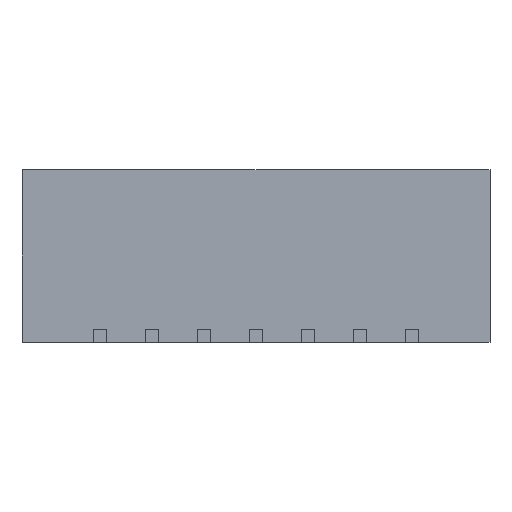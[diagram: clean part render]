
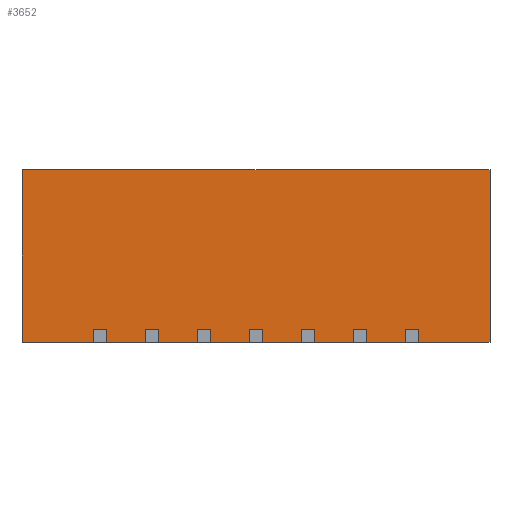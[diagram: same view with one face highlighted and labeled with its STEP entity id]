
A CAD part, front view. The second image highlights one B-rep face of the part: STEP entity #3652.
In plain terms, the highlighted planar face has unit normal (0, -1, 0).
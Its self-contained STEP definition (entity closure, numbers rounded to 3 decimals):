
#1780=CARTESIAN_POINT('',(-6.25,-5.0,0.5));
#1781=VERTEX_POINT('',#1780);
#1782=CARTESIAN_POINT('',(-5.75,-5.0,0.5));
#1783=VERTEX_POINT('',#1782);
#1784=CARTESIAN_POINT('',(-6.0,-5.0,0.5));
#1785=DIRECTION('',(1.0,0.0,0.0));
#1786=VECTOR('',#1785,1.0);
#1787=LINE('',#1784,#1786);
#1788=EDGE_CURVE('n� 2006',#1781,#1783,#1787,.T.);
#1820=CARTESIAN_POINT('',(-4.25,-5.0,0.5));
#1821=VERTEX_POINT('',#1820);
#1822=CARTESIAN_POINT('',(-3.75,-5.0,0.5));
#1823=VERTEX_POINT('',#1822);
#1824=CARTESIAN_POINT('',(-4.0,-5.0,0.5));
#1825=DIRECTION('',(1.0,0.0,0.0));
#1826=VECTOR('',#1825,1.0);
#1827=LINE('',#1824,#1826);
#1828=EDGE_CURVE('n� 1985',#1821,#1823,#1827,.T.);
#1860=CARTESIAN_POINT('',(-2.25,-5.0,0.5));
#1861=VERTEX_POINT('',#1860);
#1862=CARTESIAN_POINT('',(-1.75,-5.0,0.5));
#1863=VERTEX_POINT('',#1862);
#1864=CARTESIAN_POINT('',(-2.0,-5.0,0.5));
#1865=DIRECTION('',(1.0,0.0,0.0));
#1866=VECTOR('',#1865,1.0);
#1867=LINE('',#1864,#1866);
#1868=EDGE_CURVE('n� 1964',#1861,#1863,#1867,.T.);
#1900=CARTESIAN_POINT('',(-0.25,-5.0,0.5));
#1901=VERTEX_POINT('',#1900);
#1902=CARTESIAN_POINT('',(0.25,-5.0,0.5));
#1903=VERTEX_POINT('',#1902);
#1904=CARTESIAN_POINT('',(0.0,-5.0,0.5));
#1905=DIRECTION('',(1.0,0.0,0.0));
#1906=VECTOR('',#1905,1.0);
#1907=LINE('',#1904,#1906);
#1908=EDGE_CURVE('n� 1943',#1901,#1903,#1907,.T.);
#1940=CARTESIAN_POINT('',(1.75,-5.0,0.5));
#1941=VERTEX_POINT('',#1940);
#1942=CARTESIAN_POINT('',(2.25,-5.0,0.5));
#1943=VERTEX_POINT('',#1942);
#1944=CARTESIAN_POINT('',(2.0,-5.0,0.5));
#1945=DIRECTION('',(1.0,0.0,0.0));
#1946=VECTOR('',#1945,1.0);
#1947=LINE('',#1944,#1946);
#1948=EDGE_CURVE('n� 1922',#1941,#1943,#1947,.T.);
#1980=CARTESIAN_POINT('',(3.75,-5.0,0.5));
#1981=VERTEX_POINT('',#1980);
#1982=CARTESIAN_POINT('',(4.25,-5.0,0.5));
#1983=VERTEX_POINT('',#1982);
#1984=CARTESIAN_POINT('',(4.0,-5.0,0.5));
#1985=DIRECTION('',(1.0,0.0,0.0));
#1986=VECTOR('',#1985,1.0);
#1987=LINE('',#1984,#1986);
#1988=EDGE_CURVE('n� 1901',#1981,#1983,#1987,.T.);
#2020=CARTESIAN_POINT('',(5.75,-5.0,0.5));
#2021=VERTEX_POINT('',#2020);
#2022=CARTESIAN_POINT('',(6.25,-5.0,0.5));
#2023=VERTEX_POINT('',#2022);
#2024=CARTESIAN_POINT('',(6.0,-5.0,0.5));
#2025=DIRECTION('',(1.0,0.0,0.0));
#2026=VECTOR('',#2025,1.0);
#2027=LINE('',#2024,#2026);
#2028=EDGE_CURVE('n� 1880',#2021,#2023,#2027,.T.);
#2454=CARTESIAN_POINT('',(-6.25,-5.,-0.0));
#2455=VERTEX_POINT('',#2454);
#2456=CARTESIAN_POINT('',(-6.25,-5.0,0.25));
#2457=DIRECTION('',(0.0,0.,-1.0));
#2458=VECTOR('',#2457,1.0);
#2459=LINE('',#2456,#2458);
#2460=EDGE_CURVE('n� 1548',#1781,#2455,#2459,.T.);
#2501=CARTESIAN_POINT('',(-5.75,-5.,-0.0));
#2502=VERTEX_POINT('',#2501);
#2509=CARTESIAN_POINT('',(-5.75,-5.0,0.25));
#2510=DIRECTION('',(0.0,0.,1.0));
#2511=VECTOR('',#2510,1.0);
#2512=LINE('',#2509,#2511);
#2513=EDGE_CURVE('n� 1506',#2502,#1783,#2512,.T.);
#2533=CARTESIAN_POINT('',(-4.25,-5.,-0.0));
#2534=VERTEX_POINT('',#2533);
#2535=CARTESIAN_POINT('',(-4.25,-5.0,0.25));
#2536=DIRECTION('',(0.0,0.,-1.0));
#2537=VECTOR('',#2536,1.0);
#2538=LINE('',#2535,#2537);
#2539=EDGE_CURVE('n� 1485',#1821,#2534,#2538,.T.);
#2580=CARTESIAN_POINT('',(-3.75,-5.,-0.0));
#2581=VERTEX_POINT('',#2580);
#2588=CARTESIAN_POINT('',(-3.75,-5.0,0.25));
#2589=DIRECTION('',(0.0,0.,1.0));
#2590=VECTOR('',#2589,1.0);
#2591=LINE('',#2588,#2590);
#2592=EDGE_CURVE('n� 1443',#2581,#1823,#2591,.T.);
#2612=CARTESIAN_POINT('',(-2.25,-5.,-0.0));
#2613=VERTEX_POINT('',#2612);
#2614=CARTESIAN_POINT('',(-2.25,-5.0,0.25));
#2615=DIRECTION('',(0.0,0.,-1.0));
#2616=VECTOR('',#2615,1.0);
#2617=LINE('',#2614,#2616);
#2618=EDGE_CURVE('n� 1422',#1861,#2613,#2617,.T.);
#2659=CARTESIAN_POINT('',(-1.75,-5.,-0.0));
#2660=VERTEX_POINT('',#2659);
#2667=CARTESIAN_POINT('',(-1.75,-5.0,0.25));
#2668=DIRECTION('',(0.0,0.,1.0));
#2669=VECTOR('',#2668,1.0);
#2670=LINE('',#2667,#2669);
#2671=EDGE_CURVE('n� 1380',#2660,#1863,#2670,.T.);
#2691=CARTESIAN_POINT('',(-0.25,-5.,-0.0));
#2692=VERTEX_POINT('',#2691);
#2693=CARTESIAN_POINT('',(-0.25,-5.0,0.25));
#2694=DIRECTION('',(0.0,0.,-1.0));
#2695=VECTOR('',#2694,1.0);
#2696=LINE('',#2693,#2695);
#2697=EDGE_CURVE('n� 1359',#1901,#2692,#2696,.T.);
#2738=CARTESIAN_POINT('',(0.25,-5.,-0.0));
#2739=VERTEX_POINT('',#2738);
#2746=CARTESIAN_POINT('',(0.25,-5.0,0.25));
#2747=DIRECTION('',(0.0,0.,1.0));
#2748=VECTOR('',#2747,1.0);
#2749=LINE('',#2746,#2748);
#2750=EDGE_CURVE('n� 1317',#2739,#1903,#2749,.T.);
#2770=CARTESIAN_POINT('',(1.75,-5.,-0.0));
#2771=VERTEX_POINT('',#2770);
#2772=CARTESIAN_POINT('',(1.75,-5.0,0.25));
#2773=DIRECTION('',(0.0,0.,-1.0));
#2774=VECTOR('',#2773,1.0);
#2775=LINE('',#2772,#2774);
#2776=EDGE_CURVE('n� 1296',#1941,#2771,#2775,.T.);
#2817=CARTESIAN_POINT('',(2.25,-5.,-0.0));
#2818=VERTEX_POINT('',#2817);
#2825=CARTESIAN_POINT('',(2.25,-5.0,0.25));
#2826=DIRECTION('',(0.0,0.,1.0));
#2827=VECTOR('',#2826,1.0);
#2828=LINE('',#2825,#2827);
#2829=EDGE_CURVE('n� 1254',#2818,#1943,#2828,.T.);
#2849=CARTESIAN_POINT('',(3.75,-5.,-0.0));
#2850=VERTEX_POINT('',#2849);
#2851=CARTESIAN_POINT('',(3.75,-5.0,0.25));
#2852=DIRECTION('',(0.0,0.,-1.0));
#2853=VECTOR('',#2852,1.0);
#2854=LINE('',#2851,#2853);
#2855=EDGE_CURVE('n� 1233',#1981,#2850,#2854,.T.);
#2896=CARTESIAN_POINT('',(4.25,-5.,-0.0));
#2897=VERTEX_POINT('',#2896);
#2904=CARTESIAN_POINT('',(4.25,-5.0,0.25));
#2905=DIRECTION('',(0.0,0.,1.0));
#2906=VECTOR('',#2905,1.0);
#2907=LINE('',#2904,#2906);
#2908=EDGE_CURVE('n� 1191',#2897,#1983,#2907,.T.);
#2928=CARTESIAN_POINT('',(5.75,-5.,-0.0));
#2929=VERTEX_POINT('',#2928);
#2930=CARTESIAN_POINT('',(5.75,-5.0,0.25));
#2931=DIRECTION('',(0.0,0.,-1.0));
#2932=VECTOR('',#2931,1.0);
#2933=LINE('',#2930,#2932);
#2934=EDGE_CURVE('n� 1170',#2021,#2929,#2933,.T.);
#2975=CARTESIAN_POINT('',(6.25,-5.,-0.0));
#2976=VERTEX_POINT('',#2975);
#2983=CARTESIAN_POINT('',(6.25,-5.0,0.25));
#2984=DIRECTION('',(0.0,0.,1.0));
#2985=VECTOR('',#2984,1.0);
#2986=LINE('',#2983,#2985);
#2987=EDGE_CURVE('n� 1128',#2976,#2023,#2986,.T.);
#3328=CARTESIAN_POINT('',(-8.975,-5.0,6.6));
#3329=VERTEX_POINT('',#3328);
#3336=CARTESIAN_POINT('',(8.975,-5.0,6.6));
#3337=VERTEX_POINT('',#3336);
#3338=CARTESIAN_POINT('',(0.0,-5.0,6.6));
#3339=DIRECTION('',(1.0,0.0,0.0));
#3340=VECTOR('',#3339,1.0);
#3341=LINE('',#3338,#3340);
#3342=EDGE_CURVE('n� 364',#3329,#3337,#3341,.T.);
#3362=CARTESIAN_POINT('',(8.975,-5.,-0.0));
#3363=VERTEX_POINT('',#3362);
#3364=CARTESIAN_POINT('',(8.975,-5.0,3.3));
#3365=DIRECTION('',(0.0,0.,-1.0));
#3366=VECTOR('',#3365,1.0);
#3367=LINE('',#3364,#3366);
#3368=EDGE_CURVE('n� 363',#3337,#3363,#3367,.T.);
#3387=CARTESIAN_POINT('',(0.0,-5.0,-0.0));
#3388=DIRECTION('',(-1.0,0.0,0.0));
#3389=VECTOR('',#3388,1.0);
#3390=LINE('',#3387,#3389);
#3391=EDGE_CURVE('n� 390',#2929,#2897,#3390,.T.);
#3396=CARTESIAN_POINT('',(0.0,-5.0,-0.0));
#3397=DIRECTION('',(-1.0,0.0,0.0));
#3398=VECTOR('',#3397,1.0);
#3399=LINE('',#3396,#3398);
#3400=EDGE_CURVE('n� 386',#2850,#2818,#3399,.T.);
#3405=CARTESIAN_POINT('',(0.0,-5.0,-0.0));
#3406=DIRECTION('',(-1.0,0.0,0.0));
#3407=VECTOR('',#3406,1.0);
#3408=LINE('',#3405,#3407);
#3409=EDGE_CURVE('n� 382',#2771,#2739,#3408,.T.);
#3414=CARTESIAN_POINT('',(0.0,-5.0,-0.0));
#3415=DIRECTION('',(-1.0,0.0,0.0));
#3416=VECTOR('',#3415,1.0);
#3417=LINE('',#3414,#3416);
#3418=EDGE_CURVE('n� 378',#2692,#2660,#3417,.T.);
#3423=CARTESIAN_POINT('',(0.0,-5.0,-0.0));
#3424=DIRECTION('',(-1.0,0.0,0.0));
#3425=VECTOR('',#3424,1.0);
#3426=LINE('',#3423,#3425);
#3427=EDGE_CURVE('n� 374',#2613,#2581,#3426,.T.);
#3432=CARTESIAN_POINT('',(0.0,-5.0,-0.0));
#3433=DIRECTION('',(-1.0,0.0,0.0));
#3434=VECTOR('',#3433,1.0);
#3435=LINE('',#3432,#3434);
#3436=EDGE_CURVE('n� 370',#2534,#2502,#3435,.T.);
#3441=CARTESIAN_POINT('',(-8.975,-5.,-0.0));
#3442=VERTEX_POINT('',#3441);
#3443=CARTESIAN_POINT('',(0.0,-5.0,-0.0));
#3444=DIRECTION('',(-1.0,0.,0.0));
#3445=VECTOR('',#3444,1.0);
#3446=LINE('',#3443,#3445);
#3447=EDGE_CURVE('n� 366',#2455,#3442,#3446,.T.);
#3477=CARTESIAN_POINT('',(0.0,-5.0,-0.0));
#3478=DIRECTION('',(-1.0,0.0,0.0));
#3479=VECTOR('',#3478,1.0);
#3480=LINE('',#3477,#3479);
#3481=EDGE_CURVE('n� 362',#3363,#2976,#3480,.T.);
#3608=ORIENTED_EDGE('',*,*,#2987,.F.);
#3609=ORIENTED_EDGE('',*,*,#3481,.F.);
#3610=ORIENTED_EDGE('',*,*,#3368,.F.);
#3611=ORIENTED_EDGE('',*,*,#3342,.F.);
#3612=CARTESIAN_POINT('',(-8.975,-5.0,3.3));
#3613=DIRECTION('',(0.0,0.,1.0));
#3614=VECTOR('',#3613,1.0);
#3615=LINE('',#3612,#3614);
#3616=EDGE_CURVE('n� 247',#3442,#3329,#3615,.T.);
#3617=ORIENTED_EDGE('',*,*,#3616,.F.);
#3618=ORIENTED_EDGE('',*,*,#3447,.F.);
#3619=ORIENTED_EDGE('',*,*,#2460,.F.);
#3620=ORIENTED_EDGE('',*,*,#1788,.T.);
#3621=ORIENTED_EDGE('',*,*,#2513,.F.);
#3622=ORIENTED_EDGE('',*,*,#3436,.F.);
#3623=ORIENTED_EDGE('',*,*,#2539,.F.);
#3624=ORIENTED_EDGE('',*,*,#1828,.T.);
#3625=ORIENTED_EDGE('',*,*,#2592,.F.);
#3626=ORIENTED_EDGE('',*,*,#3427,.F.);
#3627=ORIENTED_EDGE('',*,*,#2618,.F.);
#3628=ORIENTED_EDGE('',*,*,#1868,.T.);
#3629=ORIENTED_EDGE('',*,*,#2671,.F.);
#3630=ORIENTED_EDGE('',*,*,#3418,.F.);
#3631=ORIENTED_EDGE('',*,*,#2697,.F.);
#3632=ORIENTED_EDGE('',*,*,#1908,.T.);
#3633=ORIENTED_EDGE('',*,*,#2750,.F.);
#3634=ORIENTED_EDGE('',*,*,#3409,.F.);
#3635=ORIENTED_EDGE('',*,*,#2776,.F.);
#3636=ORIENTED_EDGE('',*,*,#1948,.T.);
#3637=ORIENTED_EDGE('',*,*,#2829,.F.);
#3638=ORIENTED_EDGE('',*,*,#3400,.F.);
#3639=ORIENTED_EDGE('',*,*,#2855,.F.);
#3640=ORIENTED_EDGE('',*,*,#1988,.T.);
#3641=ORIENTED_EDGE('',*,*,#2908,.F.);
#3642=ORIENTED_EDGE('',*,*,#3391,.F.);
#3643=ORIENTED_EDGE('',*,*,#2934,.F.);
#3644=ORIENTED_EDGE('',*,*,#2028,.T.);
#3645=EDGE_LOOP('',(
    #3608,#3609,#3610,#3611,#3617,#3618,#3619,#3620,#3621,#3622,
    #3623,#3624,#3625,#3626,#3627,#3628,#3629,#3630,#3631,#3632,
    #3633,#3634,#3635,#3636,#3637,#3638,#3639,#3640,#3641,#3642,
    #3643,#3644));
#3646=FACE_OUTER_BOUND('',#3645,.T.);
#3647=CARTESIAN_POINT('',(8.975,-5.0,-0.0));
#3648=DIRECTION('',(0.0,1.0,0.0));
#3649=DIRECTION('',(-1.0,-0.0,0.0));
#3650=AXIS2_PLACEMENT_3D('',#3647,#3648,#3649);
#3651=PLANE('',#3650);
#3652=ADVANCED_FACE('n� 357',(#3646),#3651,.F.);
